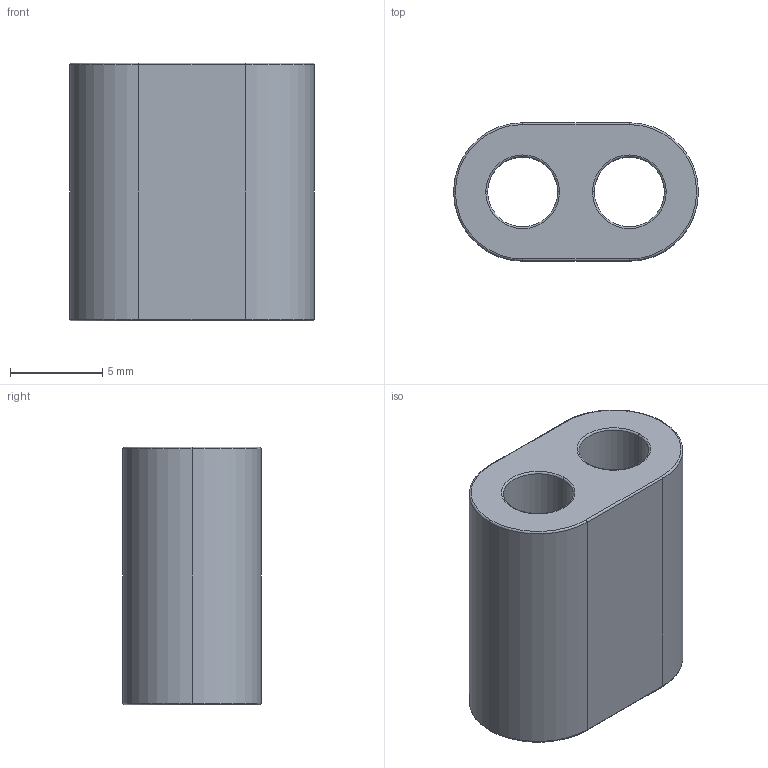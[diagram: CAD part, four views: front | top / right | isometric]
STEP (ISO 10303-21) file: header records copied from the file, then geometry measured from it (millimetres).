
FILE_DESCRIPTION (( 'STEP AP214' ), '1' );
FILE_NAME ('CFD3D3ED-4B92-43EB-8A81-DB5311A8619C.STEP', '2024-04-27T07:08:28', ( '' ), ( '' ), 'SwSTEP 2.0', 'SolidWorks 2022', '' );
FILE_SCHEMA (( 'AUTOMOTIVE_DESIGN' ));
Length unit declared in the file: millimetre
Products named in the file (1): CFD3D3ED-4B92-43EB-8A81-DB5311A8619C
Bounding box: 13.3 x 7.5 x 14 mm (x, y, z)
Volume: 909.7 mm3; surface area: 951.5 mm2
Topology: 1 solids, 1 shells, 29 faces, 63 edges, 36 vertices
Faces by surface type: torus 14, cylinder 11, plane 4
Entity records: 1160 total; most frequent: DIRECTION 169, CARTESIAN_POINT 129, ORIENTED_EDGE 126, AXIS2_PLACEMENT_3D 76, EDGE_CURVE 63, CIRCLE 46, VERTEX_POINT 36, EDGE_LOOP 33
